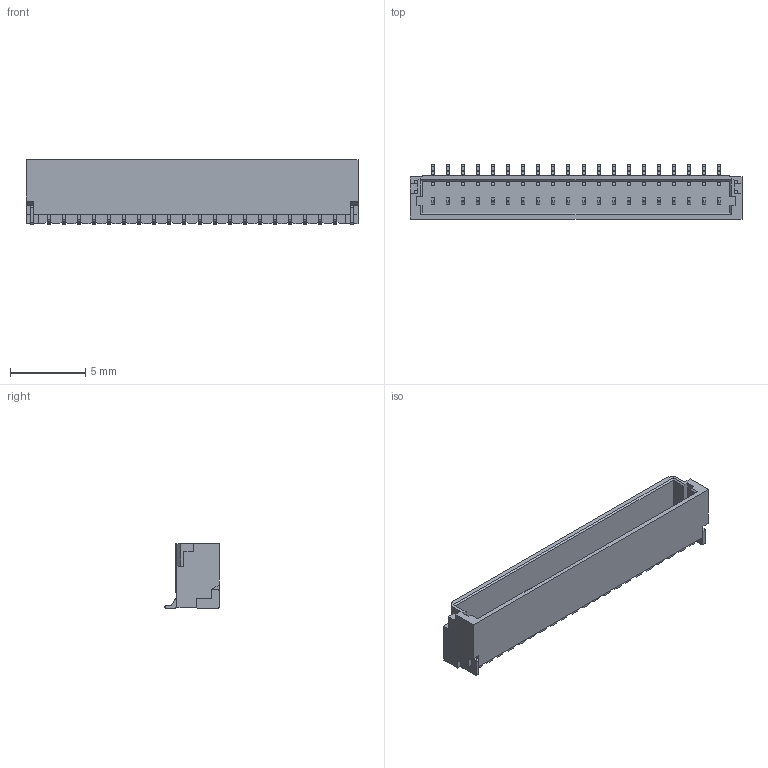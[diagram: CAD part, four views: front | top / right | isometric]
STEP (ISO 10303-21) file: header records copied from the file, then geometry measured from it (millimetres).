
FILE_DESCRIPTION(('STEP AP214'), '1');
FILE_NAME('BMxB-SRSS-TB', '', ('UNSPECIFIED'), ('UNSPECIFIED'), 'ASCON STEP Converter 1.6', 'ASCON Math Kernel', '');
FILE_SCHEMA(('AUTOMOTIVE_DESIGN { 1 0 10303 214 3 1 1}'));
Length unit declared in the file: millimetre
Bounding box: 22 x 3.6 x 4.3 mm (x, y, z)
Volume: 130.1 mm3; surface area: 692.5 mm2
Topology: 23 solids, 23 shells, 875 faces, 2598 edges, 1730 vertices
Faces by surface type: plane 729, cylinder 146
Entity records: 36288 total; most frequent: CARTESIAN_POINT 5204, ORIENTED_EDGE 5196, DIRECTION 4642, EDGE_CURVE 2598, LINE 2306, VECTOR 2306, VERTEX_POINT 1730, AXIS2_PLACEMENT_3D 1168
